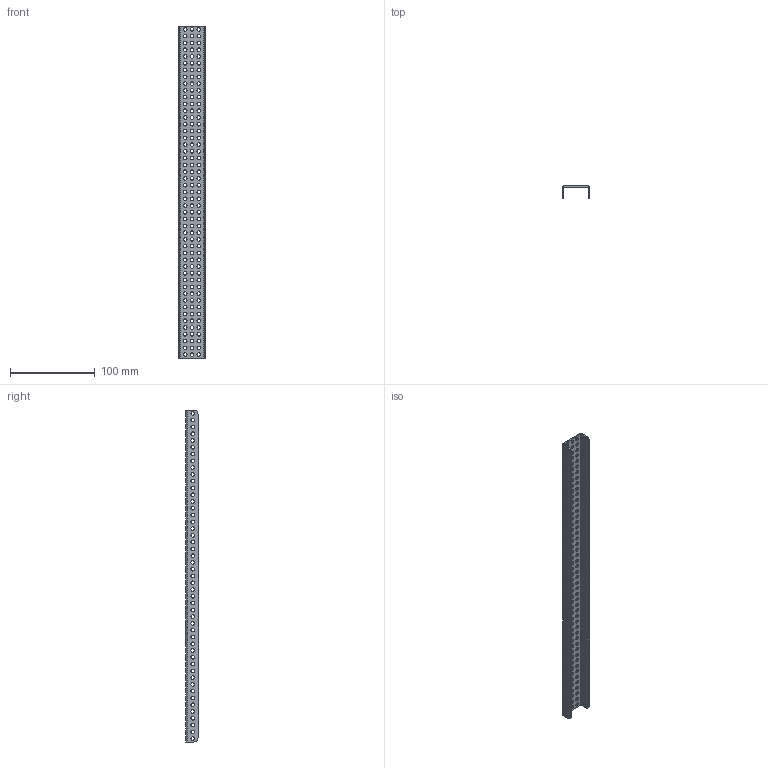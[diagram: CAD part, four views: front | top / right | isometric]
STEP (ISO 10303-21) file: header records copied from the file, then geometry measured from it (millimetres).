
FILE_DESCRIPTION (( 'STEP AP214' ), '1' );
FILE_NAME ('06-0049.step', '2020-04-06T07:08:00', ( '' ), ( '' ), 'SwSTEP 2.0', 'SolidWorks 2020', '' );
FILE_SCHEMA (( 'AUTOMOTIVE_DESIGN' ));
Length unit declared in the file: millimetre
Products named in the file (1): 06-0049
Bounding box: 32 x 14.3 x 392 mm (x, y, z)
Volume: 29711.4 mm3; surface area: 43732.3 mm2
Topology: 1 solids, 1 shells, 508 faces, 1518 edges, 1012 vertices
Faces by surface type: cylinder 498, plane 10
Entity records: 18732 total; most frequent: DIRECTION 3532, CARTESIAN_POINT 3039, ORIENTED_EDGE 3036, EDGE_CURVE 1518, AXIS2_PLACEMENT_3D 1505, VERTEX_POINT 1012, EDGE_LOOP 998, CIRCLE 996
